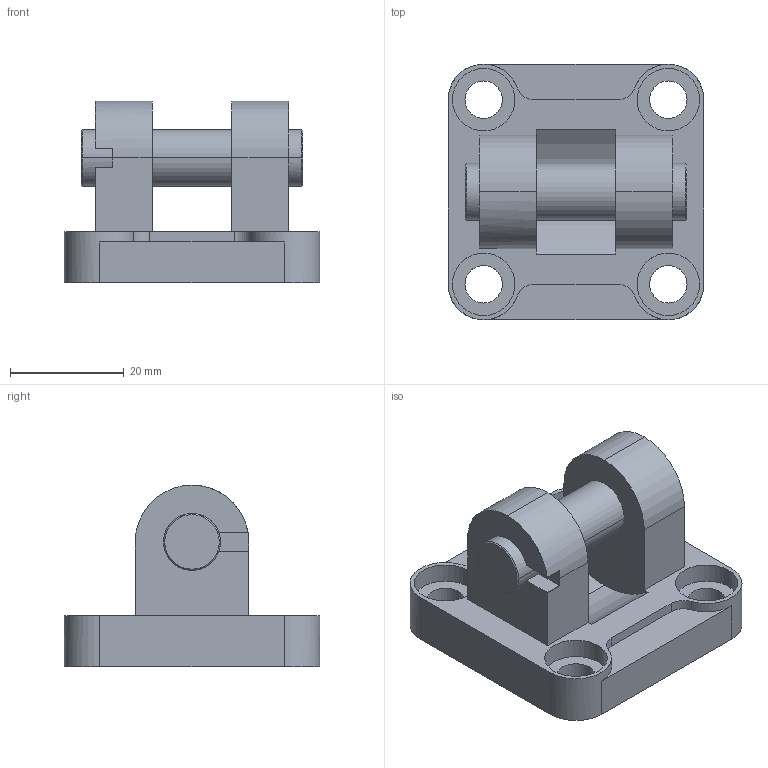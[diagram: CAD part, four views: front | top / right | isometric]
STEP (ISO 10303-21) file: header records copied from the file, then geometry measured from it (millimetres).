
FILE_DESCRIPTION(('STEP AP214'),'1');
FILE_NAME('chape_nd032a.stp','2017-06-29T09:12:25',('TraceParts'),('TraceParts S.A.'),'Spatial InterOp 3D',' ',' ');
FILE_SCHEMA(('automotive_design'));
Length unit declared in the file: millimetre
Products named in the file (1): chape_nd032a
Bounding box: 45 x 45 x 32 mm (x, y, z)
Volume: 20688.6 mm3; surface area: 9746.1 mm2
Topology: 1 solids, 1 shells, 77 faces, 200 edges, 132 vertices
Faces by surface type: cylinder 42, plane 31, cone 4
Entity records: 2434 total; most frequent: DIRECTION 453, CARTESIAN_POINT 410, ORIENTED_EDGE 400, EDGE_CURVE 200, AXIS2_PLACEMENT_3D 175, VERTEX_POINT 132, LINE 103, VECTOR 103
